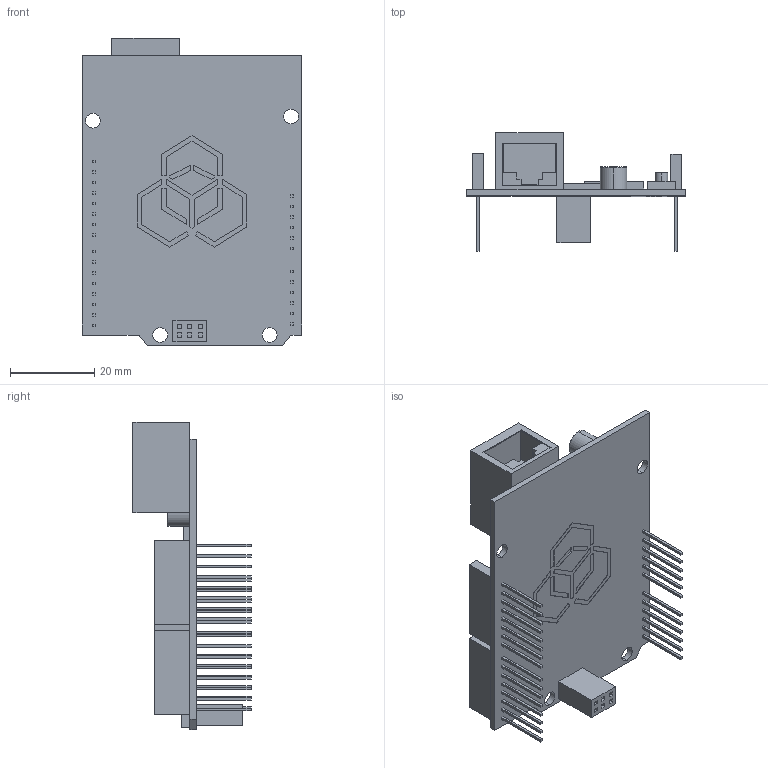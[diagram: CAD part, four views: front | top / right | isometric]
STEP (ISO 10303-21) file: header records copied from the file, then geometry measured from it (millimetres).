
FILE_DESCRIPTION (( 'STEP AP214' ), '1' );
FILE_NAME ('Ethernet shield äëÿ Arduino.STEP', '2015-11-22T15:35:01', ( '' ), ( '' ), 'SwSTEP 2.0', 'SolidWorks 2015', '' );
FILE_SCHEMA (( 'AUTOMOTIVE_DESIGN' ));
Length unit declared in the file: millimetre
Products named in the file (1): Ethernet shield äëÿ Arduino
Bounding box: 52 x 28 x 72.8 mm (x, y, z)
Volume: 10785.8 mm3; surface area: 17646.4 mm2
Topology: 45 solids, 45 shells, 629 faces, 1469 edges, 939 vertices
Faces by surface type: plane 602, cylinder 20, torus 7
Entity records: 20390 total; most frequent: CARTESIAN_POINT 3038, ORIENTED_EDGE 2938, DIRECTION 2784, EDGE_CURVE 1469, LINE 1414, VECTOR 1414, VERTEX_POINT 939, EDGE_LOOP 716
